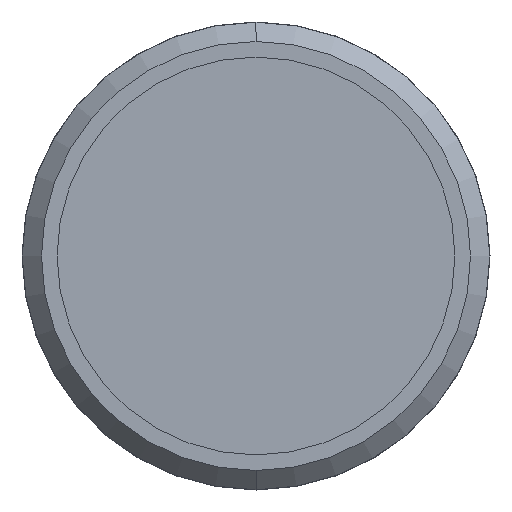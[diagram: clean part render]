
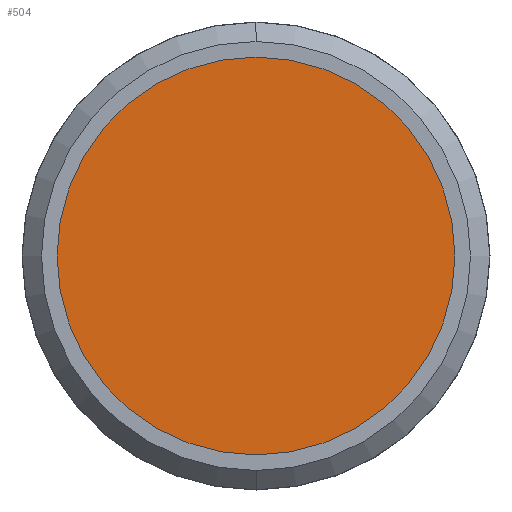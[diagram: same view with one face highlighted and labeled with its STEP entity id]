
A CAD part, front view. The second image highlights one B-rep face of the part: STEP entity #504.
In plain terms, the highlighted planar face has unit normal (0, -1, 0).
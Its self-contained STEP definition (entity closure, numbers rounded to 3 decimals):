
#504=ADVANCED_FACE('',(#1125),#1126,.T.);
#1125=FACE_OUTER_BOUND('',#1893,.T.);
#1126=PLANE('',#1894);
#1893=EDGE_LOOP('',(#3247,#3248));
#1894=AXIS2_PLACEMENT_3D('',#3249,#3250,#3251);
#3247=ORIENTED_EDGE('',*,*,#4746,.T.);
#3248=ORIENTED_EDGE('',*,*,#4748,.T.);
#3249=CARTESIAN_POINT('',(0.0,-0.01,3.825));
#3250=DIRECTION('',(0.0,-1.0,0.0));
#3251=DIRECTION('',(0.0,0.0,1.0));
#4746=EDGE_CURVE('',#5737,#5741,#5743,.T.);
#4748=EDGE_CURVE('',#5741,#5737,#5745,.T.);
#5737=VERTEX_POINT('',#7177);
#5741=VERTEX_POINT('',#7182);
#5743=CIRCLE('',#7185,7.65);
#5745=CIRCLE('',#7187,7.65);
#7177=CARTESIAN_POINT('',(0.0,-0.01,7.65));
#7182=CARTESIAN_POINT('',(0.,-0.01,-7.65));
#7185=AXIS2_PLACEMENT_3D('',#8136,#8137,#8138);
#7187=AXIS2_PLACEMENT_3D('',#8139,#8140,#8141);
#8136=CARTESIAN_POINT('',(0.0,-0.01,0.0));
#8137=DIRECTION('',(0.0,-1.0,0.0));
#8138=DIRECTION('',(0.0,0.0,1.0));
#8139=CARTESIAN_POINT('',(0.0,-0.01,0.0));
#8140=DIRECTION('',(0.0,-1.0,0.0));
#8141=DIRECTION('',(0.0,0.0,1.0));
